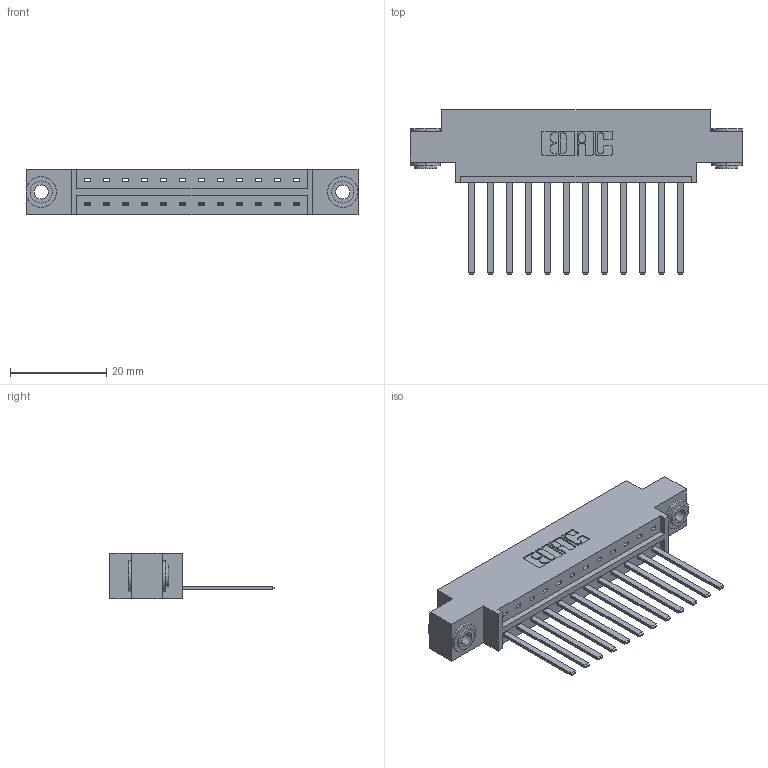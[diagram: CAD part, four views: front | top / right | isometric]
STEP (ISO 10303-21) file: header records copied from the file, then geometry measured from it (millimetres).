
FILE_DESCRIPTION (( 'STEP AP203' ), '1' );
FILE_NAME ('333-012-544-603.STEP', '2018-08-01T00:39:26', ( '' ), ( '' ), 'SwSTEP 2.0', 'SolidWorks 2016', '' );
FILE_SCHEMA (( 'CONFIG_CONTROL_DESIGN' ));
Length unit declared in the file: inch
Products named in the file (4): 333 Part_Offset - .156 Dia - TH; 345-292-001_345-293-144; 345-250-002_345-250-002-102; 333-012-544-603
Assembly tree (15 placements, depth 2):
  333-012-544-603
    333 Part_Offset - .156 Dia - TH
    345-292-001_345-293-144  x12
    345-250-002_345-250-002-102  x2
Bounding box: 69.09 x 34.3 x 9.4 mm (x, y, z)
Volume: 6624.8 mm3; surface area: 7849 mm2
Topology: 15 solids, 15 shells, 780 faces, 2295 edges, 1510 vertices
Faces by surface type: plane 540, cylinder 232, cone 8
Entity records: 11814 total; most frequent: CARTESIAN_POINT 2021, ORIENTED_EDGE 1962, DIRECTION 1795, EDGE_CURVE 981, VECTOR 833, LINE 833, VERTEX_POINT 650, AXIS2_PLACEMENT_3D 481
